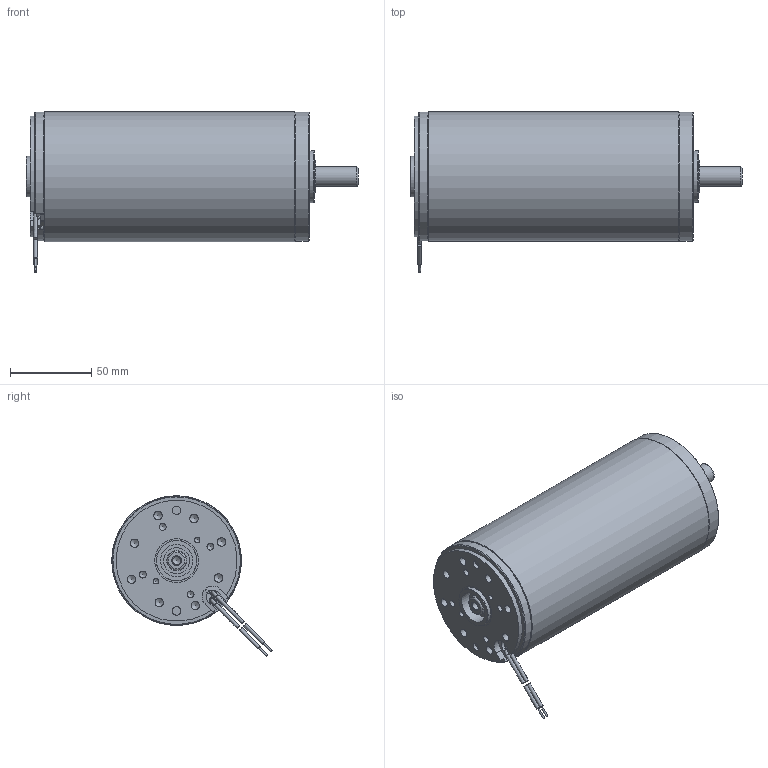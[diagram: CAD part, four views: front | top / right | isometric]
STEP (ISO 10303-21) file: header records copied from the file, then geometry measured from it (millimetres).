
FILE_DESCRIPTION(/* description */ (''),/* implementation_level */ '2;1');
FILE_NAME(/* name */ 'M80x80.stp',/* time_stamp */ '2014-01-31T13:35:40+01:00',/* author */ ('KÃ¤hlig'),/* organization */ ('KÃ¤hlig Antriebstechnik GmbH'),/* preprocessor_version */ 'ST-DEVELOPER v11',/* originating_system */ 'SIEMENS UGS NX 6.0',/* authorisation */ 'Weitergabe an dritte nicht zulÃ¤ssig');
FILE_SCHEMA (('AUTOMOTIVE_DESIGN { 1 0 10303 214 1 1 1 1 }'));
Length unit declared in the file: millimetre
Products named in the file (1): Schi3EFC9ges
Bounding box: 204.5 x 98.94 x 98.94 mm (x, y, z)
Volume: 323450.4 mm3; surface area: 130650.7 mm2
Topology: 15 solids, 15 shells, 666 faces, 1603 edges, 988 vertices
Faces by surface type: plane 380, cylinder 191, cone 63, bspline 20, torus 12
Full cylindrical faces by diameter (mm): 1.15 x2, 2.35 x2, 2.65 x2, 3.3 x2, 4.2 x8, 5 x1, 5.2 x18, 5.795 x2, 5.8 x2, 5.9 x2, 6.4 x2, 10 x2, 11 x2, 11.5 x1, 12 x5, 16 x4, 20 x2, 24 x3, 25 x1, 27 x1, 28 x3, 29.4 x1, 32 x1, 34 x1, 70.3 x2, 79.5 x1, 80 x1
Entity records: 21709 total; most frequent: CARTESIAN_POINT 6598, DIRECTION 3194, ORIENTED_EDGE 2782, EDGE_CURVE 1391, AXIS2_PLACEMENT_3D 1228, VERTEX_POINT 942, EDGE_LOOP 846, LINE 738
